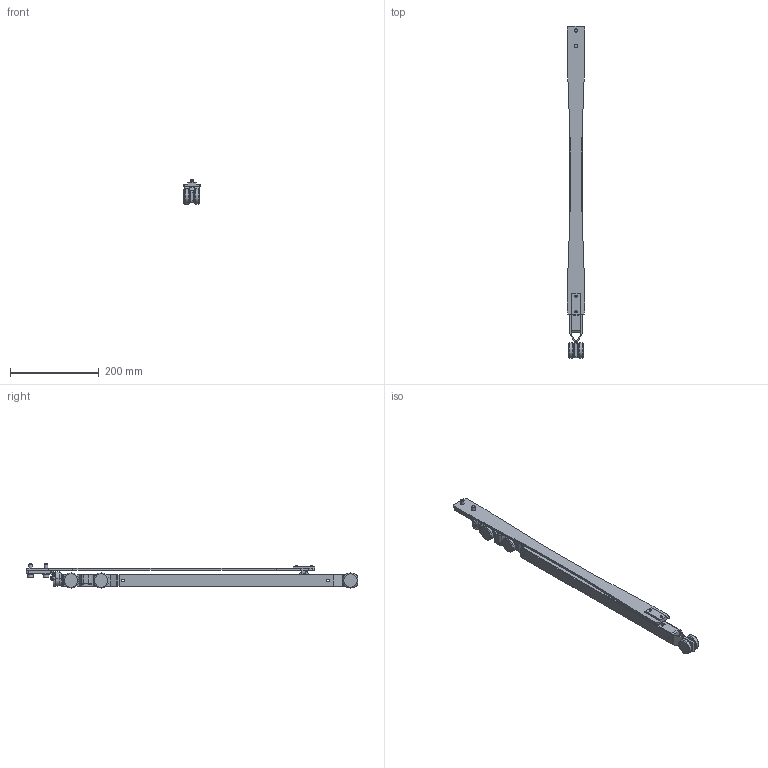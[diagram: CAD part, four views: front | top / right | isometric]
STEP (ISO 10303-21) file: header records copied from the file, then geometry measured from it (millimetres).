
FILE_DESCRIPTION(/* description */ (''),/* implementation_level */ '2;1');
FILE_NAME(/* name */ 'M70S.stp',/* time_stamp */ '2025-01-21T09:53:23+01:00',/* author */ ('Didierr'),/* organization */ (''),/* preprocessor_version */ 'ST-DEVELOPER v18.1',/* originating_system */ 'Autodesk Inventor 2021',/* authorisation */ '');
FILE_SCHEMA (('CONFIG_CONTROL_DESIGN'));
Products named in the file (1): P0063-M70S pour step
Bounding box: 40.5 x 748.35 x 54.2 mm (x, y, z)
Volume: 525594.7 mm3; surface area: 197551.6 mm2
Topology: 8 solids, 8 shells, 1647 faces, 4712 edges, 3081 vertices
Faces by surface type: cylinder 1249, plane 341, bspline 24, torus 17, cone 16
Full cylindrical faces by diameter (mm): 4.134 x3, 5 x2, 6.6 x4, 6.88 x1, 8 x2, 10 x2, 10.3 x1, 13 x2, 34 x6
Entity records: 68131 total; most frequent: CARTESIAN_POINT 28431, ORIENTED_EDGE 9426, DIRECTION 5996, EDGE_CURVE 4713, VERTEX_POINT 3081, B_SPLINE_CURVE_WITH_KNOTS 2894, AXIS2_PLACEMENT_3D 2586, EDGE_LOOP 1688
